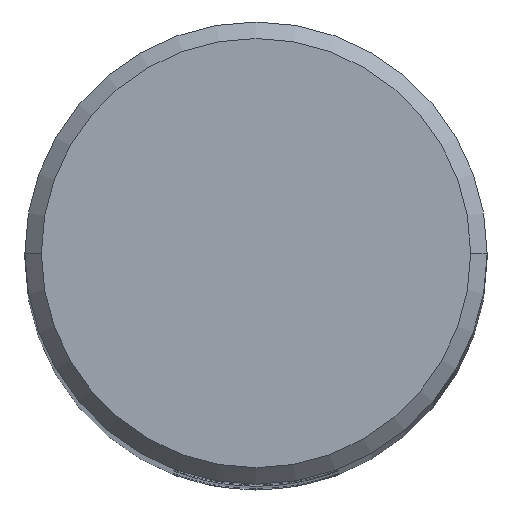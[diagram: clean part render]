
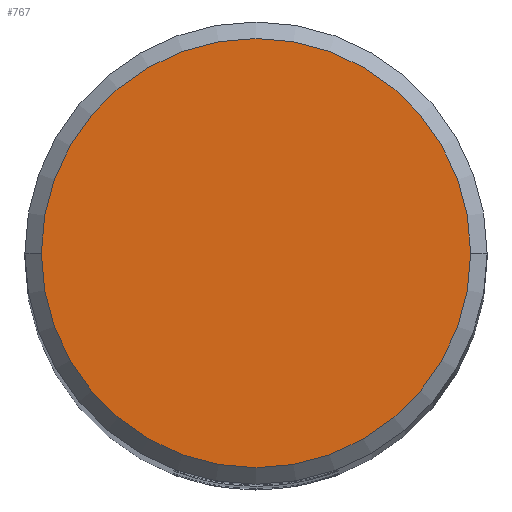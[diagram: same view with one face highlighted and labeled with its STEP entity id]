
A CAD part, top view. The second image highlights one B-rep face of the part: STEP entity #767.
In plain terms, the highlighted planar face has unit normal (0, 0, 1).
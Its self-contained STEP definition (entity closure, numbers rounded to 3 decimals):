
#59 = EDGE_CURVE ( 'NONE', #603, #80, #773, .T. ) ;
#70 = ORIENTED_EDGE ( 'NONE', *, *, #692, .T. ) ;
#80 = VERTEX_POINT ( 'NONE', #735 ) ;
#100 = DIRECTION ( 'NONE',  ( 1., 0., 0. ) ) ;
#103 = AXIS2_PLACEMENT_3D ( 'NONE', #742, #794, #157 ) ;
#157 = DIRECTION ( 'NONE',  ( 1., 0., 0. ) ) ;
#179 = CIRCLE ( 'NONE', #506, 6.5 ) ;
#194 = CARTESIAN_POINT ( 'NONE',  ( -6.5, 0., 100. ) ) ;
#266 = AXIS2_PLACEMENT_3D ( 'NONE', #369, #574, #571 ) ;
#369 = CARTESIAN_POINT ( 'NONE',  ( 0., 0., 100. ) ) ;
#439 = ORIENTED_EDGE ( 'NONE', *, *, #59, .T. ) ;
#506 = AXIS2_PLACEMENT_3D ( 'NONE', #671, #675, #100 ) ;
#562 = PLANE ( 'NONE',  #266 ) ;
#571 = DIRECTION ( 'NONE',  ( 1., 0., 0. ) ) ;
#574 = DIRECTION ( 'NONE',  ( 0., 0., 1. ) ) ;
#603 = VERTEX_POINT ( 'NONE', #194 ) ;
#635 = FACE_OUTER_BOUND ( 'NONE', #825, .T. ) ;
#671 = CARTESIAN_POINT ( 'NONE',  ( 0., 0., 100. ) ) ;
#675 = DIRECTION ( 'NONE',  ( 0., 0., 1. ) ) ;
#692 = EDGE_CURVE ( 'NONE', #80, #603, #179, .T. ) ;
#735 = CARTESIAN_POINT ( 'NONE',  ( 6.5, 0., 100. ) ) ;
#742 = CARTESIAN_POINT ( 'NONE',  ( 0., 0., 100. ) ) ;
#767 = ADVANCED_FACE ( 'NONE', ( #635 ), #562, .T. ) ;
#773 = CIRCLE ( 'NONE', #103, 6.5 ) ;
#794 = DIRECTION ( 'NONE',  ( 0., 0., 1. ) ) ;
#825 = EDGE_LOOP ( 'NONE', ( #439, #70 ) ) ;
